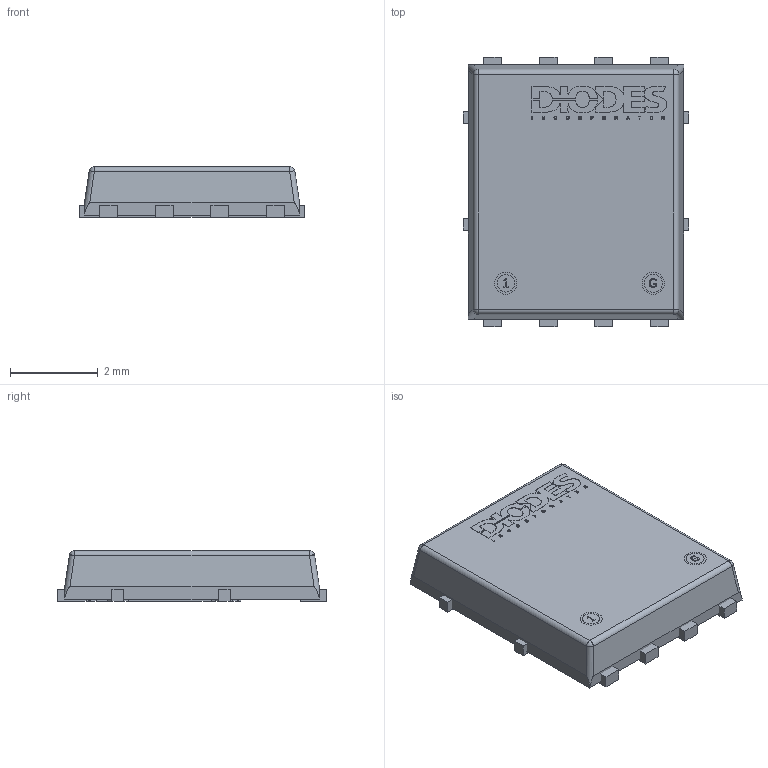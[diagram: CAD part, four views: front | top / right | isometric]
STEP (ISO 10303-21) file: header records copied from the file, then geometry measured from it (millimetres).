
FILE_DESCRIPTION(/* description */ (''),/* implementation_level */ '2;1');
FILE_NAME(/* name */ '1.stp',/* time_stamp */ '2019-12-10T22:30:45+02:00',/* author */ ('k'),/* organization */ (''),/* preprocessor_version */ 'ST-DEVELOPER v15.6',/* originating_system */ 'Autodesk Inventor 2015',/* authorisation */ '');
FILE_SCHEMA (('AUTOMOTIVE_DESIGN { 1 0 10303 214 3 1 1 }'));
Length unit declared in the file: millimetre
Products named in the file (5): 1; 2; 3; Diod Logo
Bounding box: 5.15 x 6.15 x 1.15 mm (x, y, z)
Volume: 34.8 mm3; surface area: 122.6 mm2
Topology: 26 solids, 26 shells, 502 faces, 1338 edges, 888 vertices
Faces by surface type: plane 282, bspline 194, cylinder 22, sphere 4
Full cylindrical faces by diameter (mm): 0.4 x1, 0.413 x1, 0.504 x2
Entity records: 16156 total; most frequent: CARTESIAN_POINT 4811, ORIENTED_EDGE 2668, DIRECTION 1628, EDGE_CURVE 1334, LINE 898, VECTOR 898, VERTEX_POINT 888, EDGE_LOOP 524
